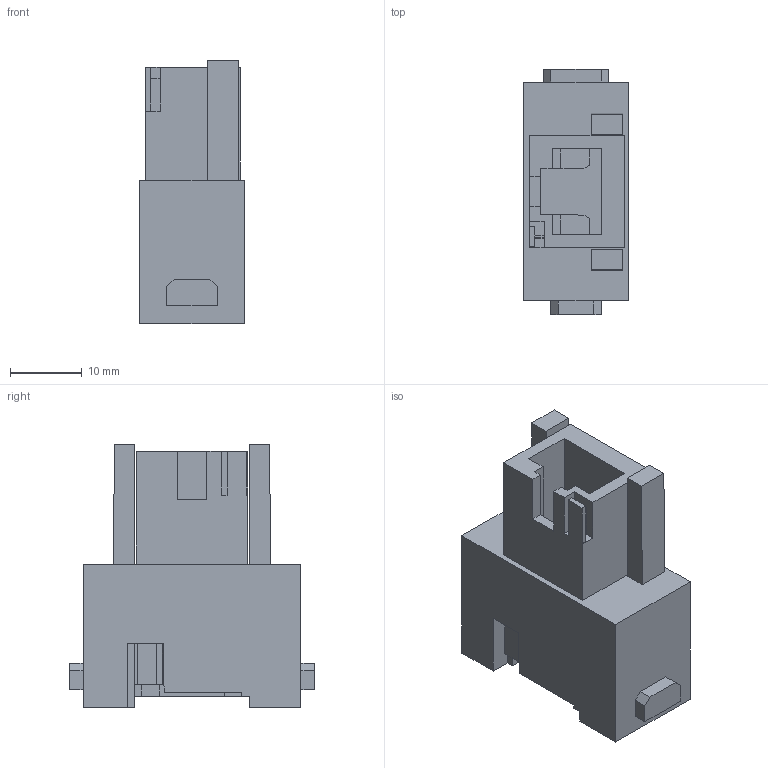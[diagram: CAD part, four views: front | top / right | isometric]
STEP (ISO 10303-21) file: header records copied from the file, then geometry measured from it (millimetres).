
FILE_DESCRIPTION(('HOOPS Exchange Step'),'2;1');
FILE_NAME('export-F17DEB4C-934C-4304-A823-50F9E7139EE5.stp','2022-10-07T12:02:21+02:00',('Engineering'),('Alibre'),'HOOPS Exchange 2021.0','Alibre','Unknown authorisation');
FILE_SCHEMA( ('AP242_MANAGED_MODEL_BASED_3D_ENGINEERING_MIM_LF {1 0 10303 442 1 1 4 }') );
Length unit declared in the file: millimetre
Products named in the file (2): 6075-1 Contact insert module - HC-M-RJ45-08-GC-FF - 1419886; 6075 Contact insert module - HC-M-RJ45-08-GC-FF - 1419886
Assembly tree (1 placements, depth 2):
  6075 Contact insert module - HC-M-RJ45-08-GC-FF - 1419886
    6075-1 Contact insert module - HC-M-RJ45-08-GC-FF - 1419886
Bounding box: 14.6 x 34.1 x 36.7 mm (x, y, z)
Volume: 9295.4 mm3; surface area: 5425 mm2
Topology: 1 solids, 1 shells, 129 faces, 361 edges, 240 vertices
Faces by surface type: plane 129
Entity records: 4187 total; most frequent: CARTESIAN_POINT 735, ORIENTED_EDGE 722, DIRECTION 629, VECTOR 361, LINE 361, EDGE_CURVE 361, VERTEX_POINT 240, EDGE_LOOP 135
